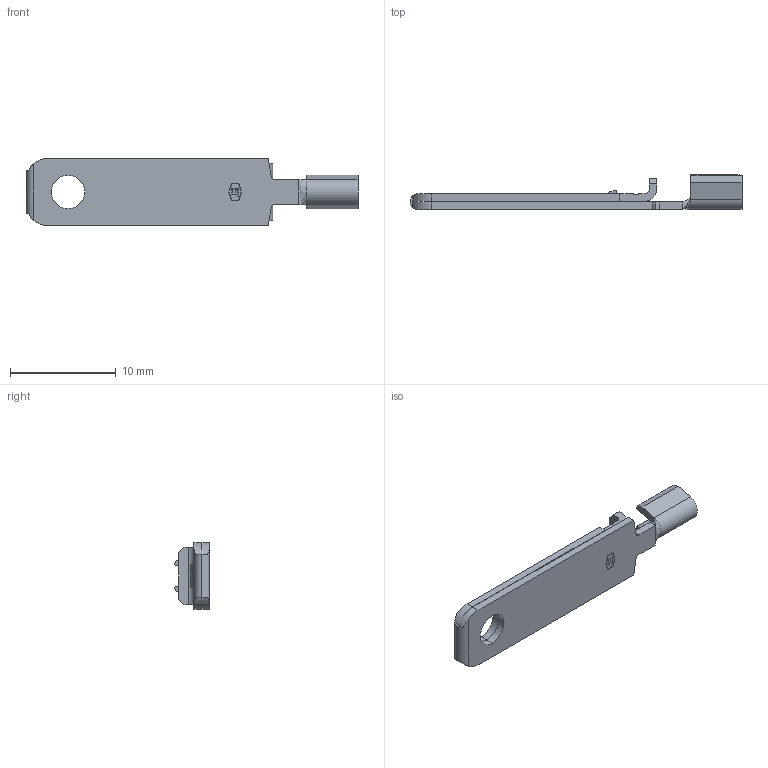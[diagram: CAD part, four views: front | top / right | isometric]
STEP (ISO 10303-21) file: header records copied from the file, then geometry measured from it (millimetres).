
FILE_DESCRIPTION (( 'STEP AP203' ), '1' );
FILE_NAME ('14269.STEP', '2019-12-31T13:50:35', ( 'tempuser' ), ( 'Microsoft' ), 'SwSTEP 2.0', 'SolidWorks 2019', '' );
FILE_SCHEMA (( 'CONFIG_CONTROL_DESIGN' ));
Length unit declared in the file: inch
Products named in the file (1): 14269
Bounding box: 31.34 x 3.3 x 6.32 mm (x, y, z)
Volume: 223 mm3; surface area: 741.7 mm2
Topology: 1 solids, 1 shells, 160 faces, 414 edges, 262 vertices
Faces by surface type: plane 118, cylinder 27, cone 9, bspline 6
Entity records: 5060 total; most frequent: CARTESIAN_POINT 1095, ORIENTED_EDGE 828, DIRECTION 759, EDGE_CURVE 414, VECTOR 339, LINE 339, VERTEX_POINT 262, AXIS2_PLACEMENT_3D 210
